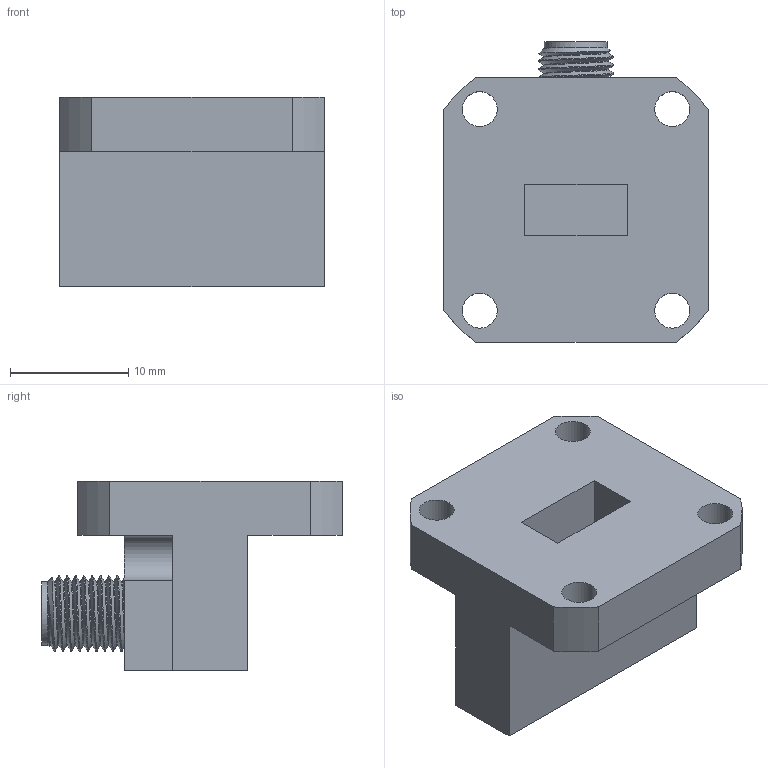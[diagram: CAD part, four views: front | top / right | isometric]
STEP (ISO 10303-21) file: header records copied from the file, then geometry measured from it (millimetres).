
FILE_DESCRIPTION (( 'STEP AP203' ), '1' );
FILE_NAME ('PEWCA1021_3D.step', '2020-07-30T15:51:48', ( '' ), ( '' ), 'SwSTEP 2.0', 'SolidWorks 2018', '' );
FILE_SCHEMA (( 'CONFIG_CONTROL_DESIGN' ));
Length unit declared in the file: inch
Products named in the file (1): PEWCA1021_3D
Bounding box: 22.35 x 25.4 x 16.01 mm (x, y, z)
Volume: 3616.4 mm3; surface area: 3034.6 mm2
Topology: 2 solids, 2 shells, 65 faces, 167 edges, 111 vertices
Faces by surface type: plane 38, cylinder 20, bspline 4, cone 3
Full cylindrical faces by diameter (mm): 0.914 x1, 1.168 x1, 2.92 x1, 2.946 x4, 4.572 x1, 5.334 x1
Entity records: 3623 total; most frequent: CARTESIAN_POINT 2022, DIRECTION 308, ORIENTED_EDGE 306, EDGE_CURVE 153, AXIS2_PLACEMENT_3D 111, VERTEX_POINT 107, EDGE_LOOP 88, VECTOR 86
